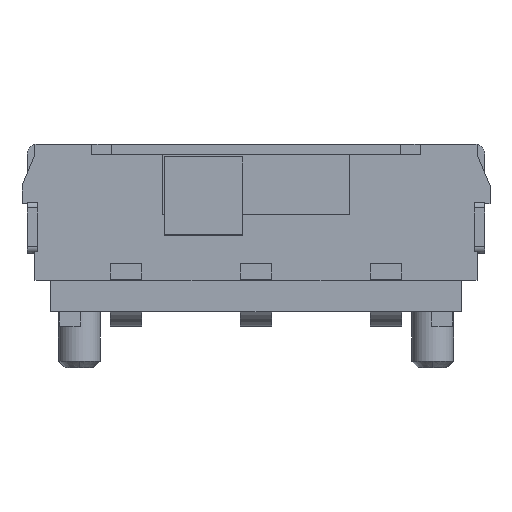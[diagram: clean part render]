
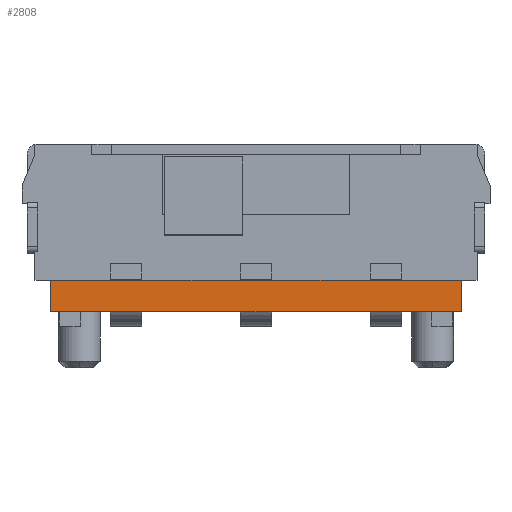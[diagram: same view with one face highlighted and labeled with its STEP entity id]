
A CAD part, top view. The second image highlights one B-rep face of the part: STEP entity #2808.
In plain terms, the highlighted planar face has unit normal (0, 0, 1).
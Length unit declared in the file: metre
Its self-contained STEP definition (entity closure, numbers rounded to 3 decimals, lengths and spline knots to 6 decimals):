
#63 = VECTOR ( 'NONE', #7568, 1. ) ;
#83 = CARTESIAN_POINT ( 'NONE',  ( -0.0003, 0.000595, 0.00145 ) ) ;
#177 = VERTEX_POINT ( 'NONE', #11184 ) ;
#180 = CARTESIAN_POINT ( 'NONE',  ( -0.00395, 0., 0.00145 ) ) ;
#208 = VECTOR ( 'NONE', #4730, 1. ) ;
#652 = LINE ( 'NONE', #10704, #4900 ) ;
#708 = EDGE_CURVE ( 'NONE', #7170, #2178, #1314, .T. ) ;
#777 = CARTESIAN_POINT ( 'NONE',  ( -0.00425, 0., 0.00145 ) ) ;
#785 = DIRECTION ( 'NONE',  ( 0., -1., 0. ) ) ;
#868 = DIRECTION ( 'NONE',  ( 1., 0., 0. ) ) ;
#910 = ORIENTED_EDGE ( 'NONE', *, *, #708, .T. ) ;
#1115 = VECTOR ( 'NONE', #10225, 1. ) ;
#1168 = ORIENTED_EDGE ( 'NONE', *, *, #2671, .F. ) ;
#1314 = LINE ( 'NONE', #2379, #4038 ) ;
#1321 = EDGE_CURVE ( 'NONE', #7170, #8510, #6021, .T. ) ;
#1415 = ORIENTED_EDGE ( 'NONE', *, *, #2751, .F. ) ;
#1548 = EDGE_CURVE ( 'NONE', #5928, #10482, #2295, .T. ) ;
#1612 = FACE_OUTER_BOUND ( 'NONE', #4379, .T. ) ;
#1674 = DIRECTION ( 'NONE',  ( 0., 0., -1. ) ) ;
#1774 = DIRECTION ( 'NONE',  ( 1., 0., 0. ) ) ;
#1939 = LINE ( 'NONE', #6269, #9352 ) ;
#2006 = DIRECTION ( 'NONE',  ( 0., -1., 0. ) ) ;
#2016 = VECTOR ( 'NONE', #868, 1. ) ;
#2178 = VERTEX_POINT ( 'NONE', #3937 ) ;
#2295 = LINE ( 'NONE', #9911, #11241 ) ;
#2379 = CARTESIAN_POINT ( 'NONE',  ( -0.0022, 0.000604, 0.00145 ) ) ;
#2462 = VERTEX_POINT ( 'NONE', #83 ) ;
#2503 = CARTESIAN_POINT ( 'NONE',  ( -0.0028, 0.000595, 0.00145 ) ) ;
#2517 = EDGE_CURVE ( 'NONE', #2813, #6280, #10283, .T. ) ;
#2617 = ORIENTED_EDGE ( 'NONE', *, *, #6718, .F. ) ;
#2671 = EDGE_CURVE ( 'NONE', #11724, #5928, #10456, .T. ) ;
#2739 = CARTESIAN_POINT ( 'NONE',  ( -0.0003, 0.000604, 0.00145 ) ) ;
#2751 = EDGE_CURVE ( 'NONE', #5245, #2178, #652, .T. ) ;
#2808 = ADVANCED_FACE ( 'NONE', ( #1612 ), #9928, .F. ) ;
#2813 = VERTEX_POINT ( 'NONE', #10641 ) ;
#3026 = ORIENTED_EDGE ( 'NONE', *, *, #9569, .F. ) ;
#3066 = CARTESIAN_POINT ( 'NONE',  ( 0.00395, 0.000604, 0.00145 ) ) ;
#3154 = CARTESIAN_POINT ( 'NONE',  ( -0.00395, 0.000604, 0.00145 ) ) ;
#3278 = ORIENTED_EDGE ( 'NONE', *, *, #2517, .F. ) ;
#3529 = LINE ( 'NONE', #8979, #8806 ) ;
#3601 = AXIS2_PLACEMENT_3D ( 'NONE', #777, #1674, #8091 ) ;
#3875 = DIRECTION ( 'NONE',  ( 1., 0., 0. ) ) ;
#3922 = CARTESIAN_POINT ( 'NONE',  ( 0.0003, 0.000604, 0.00145 ) ) ;
#3937 = CARTESIAN_POINT ( 'NONE',  ( -0.0022, 0.000595, 0.00145 ) ) ;
#4038 = VECTOR ( 'NONE', #6715, 1. ) ;
#4192 = EDGE_CURVE ( 'NONE', #8114, #10482, #1939, .T. ) ;
#4266 = ORIENTED_EDGE ( 'NONE', *, *, #6703, .F. ) ;
#4282 = DIRECTION ( 'NONE',  ( 1., 0., 0. ) ) ;
#4320 = ORIENTED_EDGE ( 'NONE', *, *, #4192, .T. ) ;
#4328 = ORIENTED_EDGE ( 'NONE', *, *, #1321, .F. ) ;
#4379 = EDGE_LOOP ( 'NONE', ( #4266, #3278, #8476, #4436, #10850, #2617, #4320, #10274, #1168, #8603, #11392, #9524, #3026, #4328, #910, #1415 ) ) ;
#4436 = ORIENTED_EDGE ( 'NONE', *, *, #7779, .T. ) ;
#4685 = VECTOR ( 'NONE', #785, 1. ) ;
#4730 = DIRECTION ( 'NONE',  ( 1., 0., 0. ) ) ;
#4900 = VECTOR ( 'NONE', #4282, 1. ) ;
#4958 = CARTESIAN_POINT ( 'NONE',  ( -0.0022, 0.000604, 0.00145 ) ) ;
#4968 = EDGE_CURVE ( 'NONE', #6024, #9035, #11451, .T. ) ;
#5181 = VECTOR ( 'NONE', #3875, 1. ) ;
#5245 = VERTEX_POINT ( 'NONE', #2503 ) ;
#5288 = LINE ( 'NONE', #5345, #4685 ) ;
#5345 = CARTESIAN_POINT ( 'NONE',  ( -0.0003, 0.000604, 0.00145 ) ) ;
#5638 = DIRECTION ( 'NONE',  ( 0., 1., 0. ) ) ;
#5679 = LINE ( 'NONE', #7463, #11634 ) ;
#5856 = VERTEX_POINT ( 'NONE', #11174 ) ;
#5873 = CARTESIAN_POINT ( 'NONE',  ( 0.00395, 0., 0.00145 ) ) ;
#5896 = EDGE_CURVE ( 'NONE', #7834, #5856, #9530, .T. ) ;
#5928 = VERTEX_POINT ( 'NONE', #11467 ) ;
#6021 = LINE ( 'NONE', #11665, #2016 ) ;
#6024 = VERTEX_POINT ( 'NONE', #10717 ) ;
#6108 = CARTESIAN_POINT ( 'NONE',  ( -0.0028, 0.000604, 0.00145 ) ) ;
#6269 = CARTESIAN_POINT ( 'NONE',  ( 0.0028, 0.000604, 0.00145 ) ) ;
#6280 = VERTEX_POINT ( 'NONE', #6108 ) ;
#6588 = VECTOR ( 'NONE', #6951, 1. ) ;
#6703 = EDGE_CURVE ( 'NONE', #6280, #5245, #5679, .T. ) ;
#6715 = DIRECTION ( 'NONE',  ( 0., -1., 0. ) ) ;
#6718 = EDGE_CURVE ( 'NONE', #8114, #9035, #9200, .T. ) ;
#6848 = CARTESIAN_POINT ( 'NONE',  ( 0.0028, 0.000604, 0.00145 ) ) ;
#6951 = DIRECTION ( 'NONE',  ( 0., 1., 0. ) ) ;
#7170 = VERTEX_POINT ( 'NONE', #4958 ) ;
#7463 = CARTESIAN_POINT ( 'NONE',  ( -0.0028, 0.000604, 0.00145 ) ) ;
#7568 = DIRECTION ( 'NONE',  ( 1., 0., 0. ) ) ;
#7625 = LINE ( 'NONE', #9306, #63 ) ;
#7779 = EDGE_CURVE ( 'NONE', #177, #6024, #3529, .T. ) ;
#7834 = VERTEX_POINT ( 'NONE', #3922 ) ;
#7960 = VECTOR ( 'NONE', #8734, 1. ) ;
#7990 = DIRECTION ( 'NONE',  ( 1., 0., 0. ) ) ;
#8091 = DIRECTION ( 'NONE',  ( 0., -1., 0. ) ) ;
#8114 = VERTEX_POINT ( 'NONE', #6848 ) ;
#8130 = DIRECTION ( 'NONE',  ( 0., -1., 0. ) ) ;
#8328 = LINE ( 'NONE', #180, #9210 ) ;
#8401 = CARTESIAN_POINT ( 'NONE',  ( 0.0003, 0.000604, 0.00145 ) ) ;
#8476 = ORIENTED_EDGE ( 'NONE', *, *, #8659, .F. ) ;
#8510 = VERTEX_POINT ( 'NONE', #2739 ) ;
#8603 = ORIENTED_EDGE ( 'NONE', *, *, #9422, .F. ) ;
#8659 = EDGE_CURVE ( 'NONE', #177, #2813, #8328, .T. ) ;
#8734 = DIRECTION ( 'NONE',  ( 0., -1., 0. ) ) ;
#8806 = VECTOR ( 'NONE', #7990, 1. ) ;
#8808 = DIRECTION ( 'NONE',  ( 0., -1., 0. ) ) ;
#8852 = CARTESIAN_POINT ( 'NONE',  ( 0.0022, 0.000604, 0.00145 ) ) ;
#8979 = CARTESIAN_POINT ( 'NONE',  ( -0.00395, 0., 0.00145 ) ) ;
#9028 = EDGE_CURVE ( 'NONE', #2462, #5856, #7625, .T. ) ;
#9035 = VERTEX_POINT ( 'NONE', #3066 ) ;
#9200 = LINE ( 'NONE', #11355, #208 ) ;
#9210 = VECTOR ( 'NONE', #5638, 1. ) ;
#9306 = CARTESIAN_POINT ( 'NONE',  ( -0.0003, 0.000595, 0.00145 ) ) ;
#9352 = VECTOR ( 'NONE', #8130, 1. ) ;
#9422 = EDGE_CURVE ( 'NONE', #7834, #11724, #11007, .T. ) ;
#9524 = ORIENTED_EDGE ( 'NONE', *, *, #9028, .F. ) ;
#9530 = LINE ( 'NONE', #11530, #10108 ) ;
#9569 = EDGE_CURVE ( 'NONE', #8510, #2462, #5288, .T. ) ;
#9911 = CARTESIAN_POINT ( 'NONE',  ( 0.0022, 0.000595, 0.00145 ) ) ;
#9928 = PLANE ( 'NONE',  #3601 ) ;
#10108 = VECTOR ( 'NONE', #8808, 1. ) ;
#10225 = DIRECTION ( 'NONE',  ( 1., 0., 0. ) ) ;
#10274 = ORIENTED_EDGE ( 'NONE', *, *, #1548, .F. ) ;
#10283 = LINE ( 'NONE', #3154, #1115 ) ;
#10332 = CARTESIAN_POINT ( 'NONE',  ( 0.0022, 0.000604, 0.00145 ) ) ;
#10456 = LINE ( 'NONE', #8852, #7960 ) ;
#10482 = VERTEX_POINT ( 'NONE', #10567 ) ;
#10567 = CARTESIAN_POINT ( 'NONE',  ( 0.0028, 0.000595, 0.00145 ) ) ;
#10641 = CARTESIAN_POINT ( 'NONE',  ( -0.00395, 0.000604, 0.00145 ) ) ;
#10704 = CARTESIAN_POINT ( 'NONE',  ( -0.0028, 0.000595, 0.00145 ) ) ;
#10717 = CARTESIAN_POINT ( 'NONE',  ( 0.00395, 0., 0.00145 ) ) ;
#10850 = ORIENTED_EDGE ( 'NONE', *, *, #4968, .T. ) ;
#11007 = LINE ( 'NONE', #8401, #5181 ) ;
#11174 = CARTESIAN_POINT ( 'NONE',  ( 0.0003, 0.000595, 0.00145 ) ) ;
#11184 = CARTESIAN_POINT ( 'NONE',  ( -0.00395, 0., 0.00145 ) ) ;
#11241 = VECTOR ( 'NONE', #1774, 1. ) ;
#11355 = CARTESIAN_POINT ( 'NONE',  ( 0.0028, 0.000604, 0.00145 ) ) ;
#11392 = ORIENTED_EDGE ( 'NONE', *, *, #5896, .T. ) ;
#11451 = LINE ( 'NONE', #5873, #6588 ) ;
#11467 = CARTESIAN_POINT ( 'NONE',  ( 0.0022, 0.000595, 0.00145 ) ) ;
#11530 = CARTESIAN_POINT ( 'NONE',  ( 0.0003, 0.000604, 0.00145 ) ) ;
#11634 = VECTOR ( 'NONE', #2006, 1. ) ;
#11665 = CARTESIAN_POINT ( 'NONE',  ( -0.0022, 0.000604, 0.00145 ) ) ;
#11724 = VERTEX_POINT ( 'NONE', #10332 ) ;
